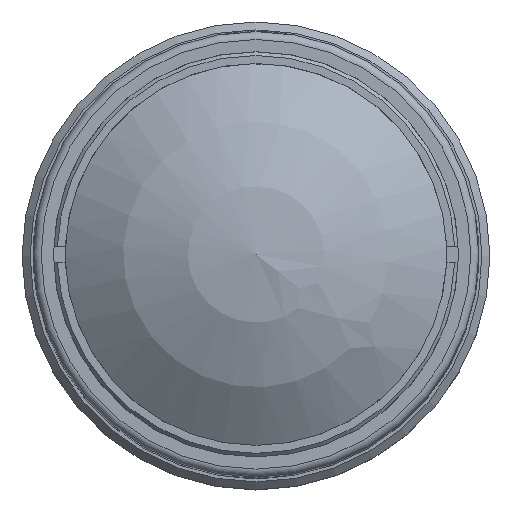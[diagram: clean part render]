
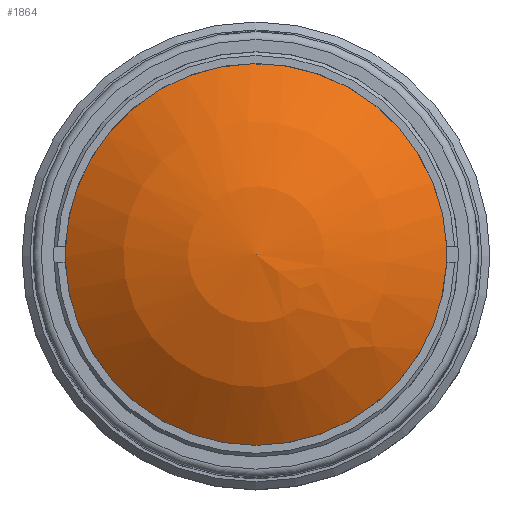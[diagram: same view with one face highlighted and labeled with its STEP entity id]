
A CAD part, top view. The second image highlights one B-rep face of the part: STEP entity #1864.
In plain terms, the highlighted spherical face has radius 19.19 mm.
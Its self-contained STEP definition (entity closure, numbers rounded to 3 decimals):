
#15=SPHERICAL_SURFACE('',#2044,19.19);
#403=FACE_OUTER_BOUND('',#570,.T.);
#570=EDGE_LOOP('',(#1684));
#636=CIRCLE('',#2041,12.);
#1006=VERTEX_POINT('',#3554);
#1232=EDGE_CURVE('',#1006,#1006,#636,.T.);
#1684=ORIENTED_EDGE('',*,*,#1232,.F.);
#1864=ADVANCED_FACE('',(#403),#15,.T.);
#2041=AXIS2_PLACEMENT_3D('',#3555,#2491,#2492);
#2044=AXIS2_PLACEMENT_3D('',#3558,#2497,#2498);
#2491=DIRECTION('center_axis',(0.,0.,
-1.));
#2492=DIRECTION('ref_axis',(0.,-1.,0.));
#2497=DIRECTION('center_axis',(0.,0.,
1.));
#2498=DIRECTION('ref_axis',(0.789,-0.615,0.));
#3554=CARTESIAN_POINT('',(0.,-12.,-5.372));
#3555=CARTESIAN_POINT('Origin',(0.,0.,
-5.372));
#3558=CARTESIAN_POINT('Origin',(0.,0.,
-20.348));
